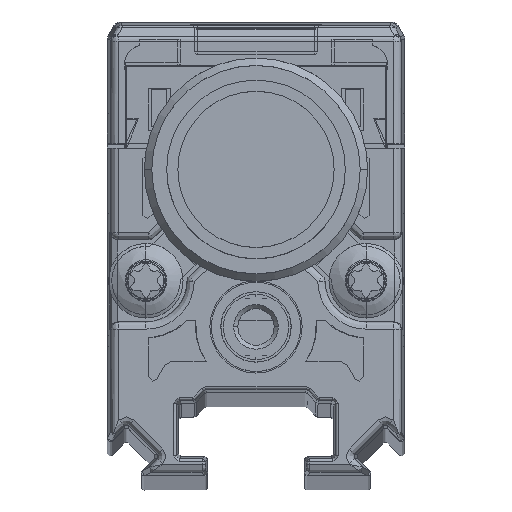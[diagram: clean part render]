
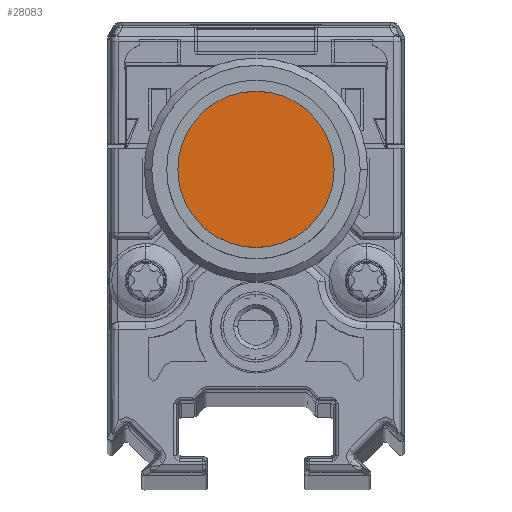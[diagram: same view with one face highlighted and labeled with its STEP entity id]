
A CAD part, top view. The second image highlights one B-rep face of the part: STEP entity #28083.
In plain terms, the highlighted planar face has unit normal (0, 0, 1).
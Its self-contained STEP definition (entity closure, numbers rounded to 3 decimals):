
#27168=CARTESIAN_POINT('',(0.,20.,342.7));
#27169=DIRECTION('',(0.,0.,-1.));
#27170=DIRECTION('',(-1.,0.,0.));
#27171=AXIS2_PLACEMENT_3D('',#27168,#27169,#27170);
#27173=CARTESIAN_POINT('',(0.,20.,342.7));
#27174=DIRECTION('',(0.,0.,-1.));
#27175=DIRECTION('',(1.,0.,0.));
#27176=AXIS2_PLACEMENT_3D('',#27173,#27174,#27175);
#27278=CARTESIAN_POINT('',(5.25,20.,342.7));
#27279=VERTEX_POINT('',#27278);
#27280=CARTESIAN_POINT('',(-5.25,20.,342.7));
#27281=VERTEX_POINT('',#27280);
#28074=CARTESIAN_POINT('',(0.,20.,342.7));
#28075=DIRECTION('',(0.,0.,1.));
#28076=DIRECTION('',(-1.,0.,0.));
#28077=AXIS2_PLACEMENT_3D('',#28074,#28075,#28076);
#28078=PLANE('',#28077);
#28079=ORIENTED_EDGE('',*,*,#28060,.T.);
#28080=ORIENTED_EDGE('',*,*,#28042,.T.);
#28081=EDGE_LOOP('',(#28079,#28080));
#28082=FACE_OUTER_BOUND('',#28081,.F.);
#28083=ADVANCED_FACE('',(#28082),#28078,.T.);
#27172=CIRCLE('',#27171,5.25);
#27177=CIRCLE('',#27176,5.25);
#28042=EDGE_CURVE('',#27279,#27281,#27177,.T.);
#28060=EDGE_CURVE('',#27281,#27279,#27172,.T.);
